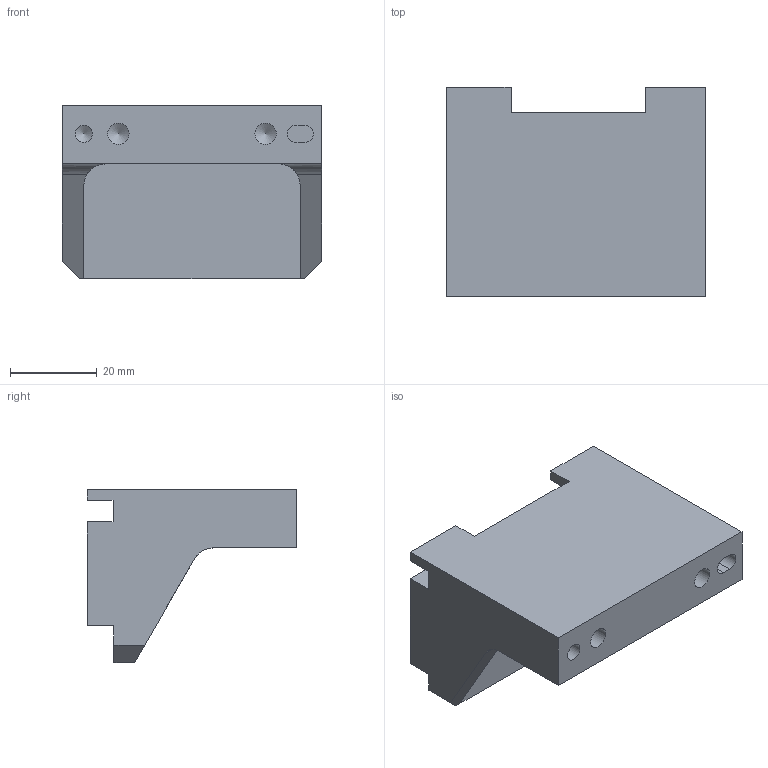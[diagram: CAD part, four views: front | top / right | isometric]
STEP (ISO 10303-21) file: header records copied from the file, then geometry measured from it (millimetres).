
FILE_DESCRIPTION(/* description */ ('Lower wedge support'),/* implementation_level */ '2;1');
FILE_NAME(/* name */ 'FAB-OX0008-WedgeSupport.Lower.Derived.stp',/* time_stamp */ '2020-02-10T12:00:52+00:00',/* author */ ('whgu0532'),/* organization */ (''),/* preprocessor_version */ 'ST-DEVELOPER v18',/* originating_system */ 'Autodesk Inventor 2020',/* authorisation */ '');
FILE_SCHEMA (('AUTOMOTIVE_DESIGN { 1 0 10303 214 3 1 1 }'));
Length unit declared in the file: millimetre
Products named in the file (1): FAB-OX0008
Bounding box: 60 x 48.5 x 40 mm (x, y, z)
Volume: 44989.2 mm3; surface area: 13761.8 mm2
Topology: 1 solids, 1 shells, 45 faces, 145 edges, 116 vertices
Faces by surface type: plane 31, cylinder 11, cone 3
Full cylindrical faces by diameter (mm): 3.242 x2, 4 x1, 4.917 x2
Entity records: 1665 total; most frequent: CARTESIAN_POINT 292, DIRECTION 262, ORIENTED_EDGE 252, EDGE_CURVE 126, LINE 96, VECTOR 96, VERTEX_POINT 87, AXIS2_PLACEMENT_3D 83
